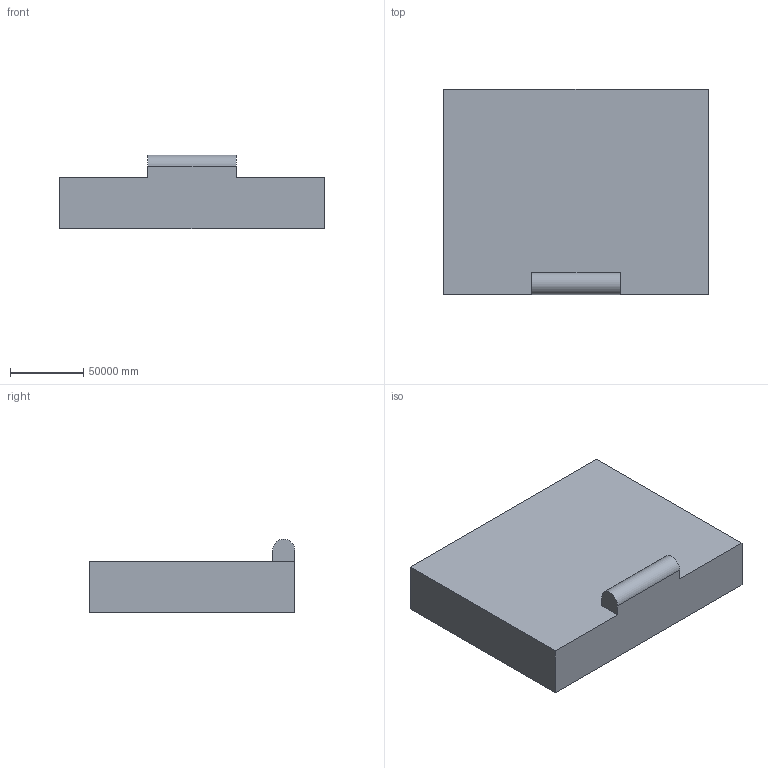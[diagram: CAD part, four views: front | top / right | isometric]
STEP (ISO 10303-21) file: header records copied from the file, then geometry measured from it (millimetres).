
FILE_DESCRIPTION(('Open CASCADE Model'),'2;1');
FILE_NAME('Open CASCADE Shape Model','2015-10-22T05:35:13',('Author'),( 'Open CASCADE'),'Open CASCADE STEP processor 6.9','Open CASCADE 6.9' ,'Unknown');
FILE_SCHEMA(('AUTOMOTIVE_DESIGN { 1 0 10303 214 1 1 1 1 }'));
Length unit declared in the file: metre
Products named in the file (1): Open CASCADE STEP translator 6.9 1
Bounding box: 180000 x 140000 x 50000 mm (x, y, z)
Volume: 894051437602921.8 mm3; surface area: 74615431280.9 mm2
Topology: 1 solids, 1 shells, 10 faces, 24 edges, 16 vertices
Faces by surface type: plane 9, cylinder 1
Entity records: 613 total; most frequent: CARTESIAN_POINT 107, DIRECTION 93, LINE 66, VECTOR 66, ORIENTED_EDGE 48, PCURVE 48, DEFINITIONAL_REPRESENTATION 48, EDGE_CURVE 24
